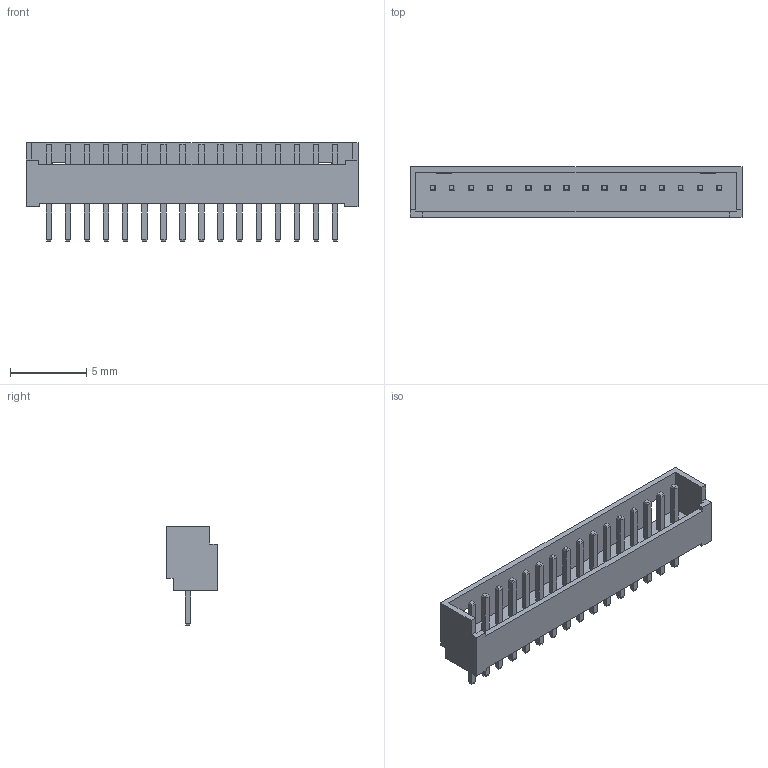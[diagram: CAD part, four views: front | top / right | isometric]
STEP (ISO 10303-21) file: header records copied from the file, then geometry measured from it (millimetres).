
FILE_DESCRIPTION(/* description */ ('Unknown'),/* implementation_level */ '2;1');
FILE_NAME(/* name */ 'JST - GH - Thru - 16Pin - 1.25mm',/* time_stamp */ '2018-10-28T11:26:22-04:00',/* author */ ('Unknown'),/* organization */ ('Unknown'),/* preprocessor_version */ 'ST-DEVELOPER v16.7',/* originating_system */ 'DEX',/* authorisation */ $);
FILE_SCHEMA (('AUTOMOTIVE_DESIGN {1 0 10303 214 3 1 1}'));
Length unit declared in the file: millimetre
Products named in the file (1): JST - GH - Thru - 16Pin - 1.25mm
Bounding box: 21.75 x 3.33 x 6.48 mm (x, y, z)
Volume: 124.2 mm3; surface area: 544.4 mm2
Topology: 1 solids, 21 shells, 492 faces, 1138 edges, 716 vertices
Faces by surface type: plane 453, bspline 39
Entity records: 18177 total; most frequent: CARTESIAN_POINT 4246, ORIENTED_EDGE 2268, DIRECTION 1778, EDGE_CURVE 1134, LINE 870, VECTOR 870, VERTEX_POINT 716, EDGE_LOOP 540
